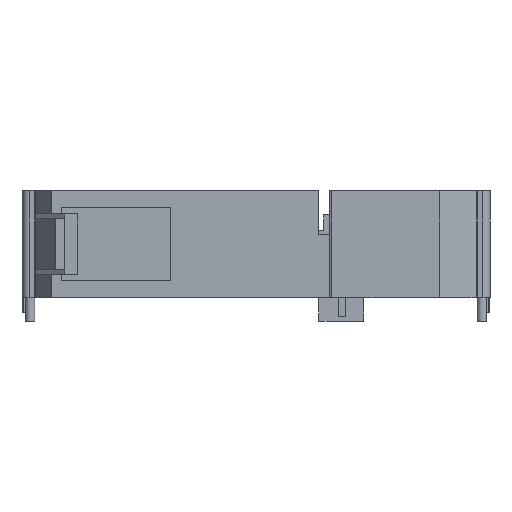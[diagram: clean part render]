
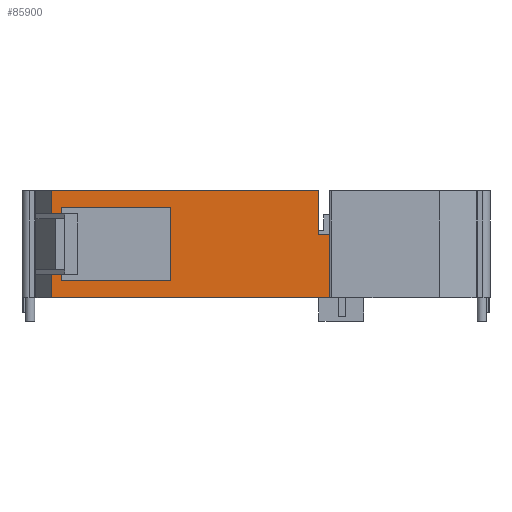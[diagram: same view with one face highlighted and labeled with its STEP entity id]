
A CAD part, front view. The second image highlights one B-rep face of the part: STEP entity #85900.
In plain terms, the highlighted planar face has unit normal (0, -1, 0).
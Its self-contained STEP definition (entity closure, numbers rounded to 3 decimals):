
#25380=CARTESIAN_POINT('',(17.5,7.5,
-51.3));
#25390=VERTEX_POINT('',#25380);
#25420=CARTESIAN_POINT('',(17.5,7.5,0.));
#25430=DIRECTION('',(0.,0.,1.));
#25440=VECTOR('',#25430,1.);
#25450=LINE('',#25420,#25440);
#25460=CARTESIAN_POINT('',(17.5,7.5,
-38.));
#25470=VERTEX_POINT('',#25460);
#25480=EDGE_CURVE('',#25390,#25470,#25450,.T.);
#31250=CARTESIAN_POINT('',(13.2,7.5,
-28.7));
#31260=VERTEX_POINT('',#31250);
#31290=CARTESIAN_POINT('',(0.,7.5,-28.7));
#31300=DIRECTION('',(-1.,0.,0.));
#31310=VECTOR('',#31300,1.);
#31320=LINE('',#31290,#31310);
#31330=CARTESIAN_POINT('',(-43.216,7.5,
-28.7));
#31340=VERTEX_POINT('',#31330);
#31350=EDGE_CURVE('',#31260,#31340,#31320,.T.);
#35200=CARTESIAN_POINT('',(-41.2,7.5,
-47.75));
#35210=VERTEX_POINT('',#35200);
#35260=CARTESIAN_POINT('',(-41.2,7.5,0.));
#35270=DIRECTION('',(0.,0.,1.));
#35280=VECTOR('',#35270,1.);
#35290=LINE('',#35260,#35280);
#35300=CARTESIAN_POINT('',(-41.2,7.5,
-46.4));
#35310=VERTEX_POINT('',#35300);
#35320=EDGE_CURVE('',#35210,#35310,#35290,.T.);
#62290=CARTESIAN_POINT('',(13.2,7.5,
-38.));
#62300=VERTEX_POINT('',#62290);
#62330=CARTESIAN_POINT('',(13.2,7.5,0.));
#62340=DIRECTION('',(0.,0.,1.));
#62350=VECTOR('',#62340,1.);
#62360=LINE('',#62330,#62350);
#62370=EDGE_CURVE('',#62300,#31260,#62360,.T.);
#64020=CARTESIAN_POINT('',(0.,7.5,-38.));
#64030=DIRECTION('',(-1.,0.,0.));
#64040=VECTOR('',#64030,1.);
#64050=LINE('',#64020,#64040);
#64060=EDGE_CURVE('',#25470,#62300,#64050,.T.);
#72510=CARTESIAN_POINT('',(-41.2,7.5,
-33.6));
#72520=VERTEX_POINT('',#72510);
#72920=CARTESIAN_POINT('',(-43.216,7.5,
-33.6));
#72930=VERTEX_POINT('',#72920);
#72960=CARTESIAN_POINT('',(0.,7.5,-33.6));
#72970=DIRECTION('',(1.,0.,0.));
#72980=VECTOR('',#72970,1.);
#72990=LINE('',#72960,#72980);
#73000=EDGE_CURVE('',#72930,#72520,#72990,.T.);
#80590=CARTESIAN_POINT('',(-18.,7.5,
-32.25));
#80600=VERTEX_POINT('',#80590);
#80680=CARTESIAN_POINT('',(-41.2,7.5,
-32.25));
#80690=VERTEX_POINT('',#80680);
#80720=CARTESIAN_POINT('',(0.,7.5,-32.25));
#80730=DIRECTION('',(1.,0.,0.));
#80740=VECTOR('',#80730,1.);
#80750=LINE('',#80720,#80740);
#80760=EDGE_CURVE('',#80690,#80600,#80750,.T.);
#81510=CARTESIAN_POINT('',(-18.,7.5,0.));
#81520=DIRECTION('',(0.,0.,-1.));
#81530=VECTOR('',#81520,1.);
#81540=LINE('',#81510,#81530);
#81550=CARTESIAN_POINT('',(-18.,7.5,
-47.75));
#81560=VERTEX_POINT('',#81550);
#81570=EDGE_CURVE('',#80600,#81560,#81540,.T.);
#81760=CARTESIAN_POINT('',(0.,7.5,-47.75));
#81770=DIRECTION('',(-1.,0.,0.));
#81780=VECTOR('',#81770,1.);
#81790=LINE('',#81760,#81780);
#81800=EDGE_CURVE('',#81560,#35210,#81790,.T.);
#81980=CARTESIAN_POINT('',(-43.216,7.5,
-46.4));
#81990=VERTEX_POINT('',#81980);
#82340=CARTESIAN_POINT('',(0.,7.5,-46.4));
#82350=DIRECTION('',(-1.,0.,0.));
#82360=VECTOR('',#82350,1.);
#82370=LINE('',#82340,#82360);
#82380=EDGE_CURVE('',#35310,#81990,#82370,.T.);
#85260=CARTESIAN_POINT('',(-43.216,7.5,0.));
#85270=DIRECTION('',(0.,0.,-1.));
#85280=VECTOR('',#85270,1.);
#85290=LINE('',#85260,#85280);
#85300=EDGE_CURVE('',#31340,#72930,#85290,.T.);
#85410=CARTESIAN_POINT('',(-43.216,7.5,0.));
#85420=DIRECTION('',(0.,0.,1.));
#85430=VECTOR('',#85420,1.);
#85440=LINE('',#85410,#85430);
#85450=CARTESIAN_POINT('',(-43.216,7.5,
-51.3));
#85460=VERTEX_POINT('',#85450);
#85470=EDGE_CURVE('',#85460,#81990,#85440,.T.);
#85590=CARTESIAN_POINT('',(0.,7.5,
-44.));
#85600=DIRECTION('',(0.,-1.,0.));
#85610=DIRECTION('',(-1.,0.,0.));
#85620=AXIS2_PLACEMENT_3D('',#85590,#85600,#85610);
#85630=PLANE('',#85620);
#85640=ORIENTED_EDGE('',*,*,#81570,.T.);
#85650=ORIENTED_EDGE('',*,*,#80760,.T.);
#85660=CARTESIAN_POINT('',(-41.2,7.5,0.));
#85670=DIRECTION('',(0.,0.,1.));
#85680=VECTOR('',#85670,1.);
#85690=LINE('',#85660,#85680);
#85700=EDGE_CURVE('',#72520,#80690,#85690,.T.);
#85710=ORIENTED_EDGE('',*,*,#85700,.T.);
#85720=ORIENTED_EDGE('',*,*,#73000,.T.);
#85730=ORIENTED_EDGE('',*,*,#85300,.T.);
#85740=ORIENTED_EDGE('',*,*,#31350,.T.);
#85750=ORIENTED_EDGE('',*,*,#62370,.T.);
#85760=ORIENTED_EDGE('',*,*,#64060,.T.);
#85770=ORIENTED_EDGE('',*,*,#25480,.T.);
#85780=CARTESIAN_POINT('',(0.,7.5,-51.3));
#85790=DIRECTION('',(1.,0.,0.));
#85800=VECTOR('',#85790,1.);
#85810=LINE('',#85780,#85800);
#85820=EDGE_CURVE('',#85460,#25390,#85810,.T.);
#85830=ORIENTED_EDGE('',*,*,#85820,.T.);
#85840=ORIENTED_EDGE('',*,*,#85470,.F.);
#85850=ORIENTED_EDGE('',*,*,#82380,.T.);
#85860=ORIENTED_EDGE('',*,*,#35320,.T.);
#85870=ORIENTED_EDGE('',*,*,#81800,.T.);
#85880=EDGE_LOOP('',(#85870,#85860,#85850,#85840,#85830,#85770,#85760,
#85750,#85740,#85730,#85720,#85710,#85650,#85640));
#85890=FACE_OUTER_BOUND('',#85880,.T.);
#85900=ADVANCED_FACE('',(#85890),#85630,.T.);
